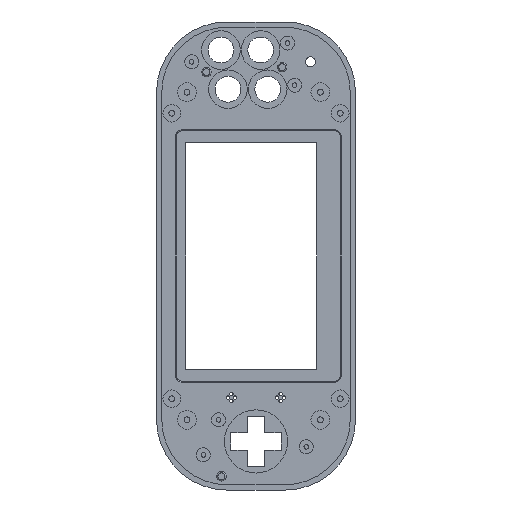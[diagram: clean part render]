
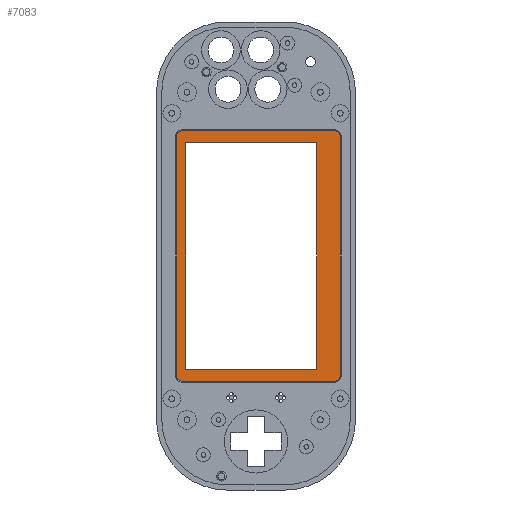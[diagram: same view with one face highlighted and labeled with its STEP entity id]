
A CAD part, front view. The second image highlights one B-rep face of the part: STEP entity #7083.
In plain terms, the highlighted planar face has unit normal (0, -1, 0).
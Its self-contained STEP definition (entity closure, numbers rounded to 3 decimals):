
#214=CIRCLE('',#7550,2.5);
#217=CIRCLE('',#7555,2.5);
#221=CIRCLE('',#7561,2.5);
#225=CIRCLE('',#7567,2.5);
#535=FACE_BOUND('',#1345,.T.);
#850=FACE_OUTER_BOUND('',#1344,.T.);
#1344=EDGE_LOOP('',(#6100,#6101,#6102,#6103,#6104,#6105,#6106,#6107));
#1345=EDGE_LOOP('',(#6108,#6109,#6110,#6111));
#2067=LINE('',#12043,#2775);
#2069=LINE('',#12055,#2777);
#2071=LINE('',#12067,#2779);
#2074=LINE('',#12077,#2782);
#2080=LINE('',#12090,#2788);
#2081=LINE('',#12092,#2789);
#2082=LINE('',#12094,#2790);
#2083=LINE('',#12095,#2791);
#2775=VECTOR('',#9047,10.);
#2777=VECTOR('',#9061,10.);
#2779=VECTOR('',#9075,10.);
#2782=VECTOR('',#9088,10.);
#2788=VECTOR('',#9104,10.);
#2789=VECTOR('',#9105,10.);
#2790=VECTOR('',#9106,10.);
#2791=VECTOR('',#9107,10.);
#3436=VERTEX_POINT('',#12031);
#3439=VERTEX_POINT('',#12036);
#3441=VERTEX_POINT('',#12041);
#3443=VERTEX_POINT('',#12047);
#3445=VERTEX_POINT('',#12053);
#3447=VERTEX_POINT('',#12059);
#3449=VERTEX_POINT('',#12065);
#3451=VERTEX_POINT('',#12071);
#3452=VERTEX_POINT('',#12088);
#3453=VERTEX_POINT('',#12089);
#3454=VERTEX_POINT('',#12091);
#3455=VERTEX_POINT('',#12093);
#4336=EDGE_CURVE('',#3439,#3436,#214,.T.);
#4338=EDGE_CURVE('',#3441,#3439,#2067,.T.);
#4341=EDGE_CURVE('',#3443,#3441,#217,.T.);
#4344=EDGE_CURVE('',#3445,#3443,#2069,.T.);
#4347=EDGE_CURVE('',#3447,#3445,#221,.T.);
#4350=EDGE_CURVE('',#3449,#3447,#2071,.T.);
#4353=EDGE_CURVE('',#3451,#3449,#225,.T.);
#4356=EDGE_CURVE('',#3436,#3451,#2074,.T.);
#4362=EDGE_CURVE('',#3452,#3453,#2080,.T.);
#4363=EDGE_CURVE('',#3453,#3454,#2081,.T.);
#4364=EDGE_CURVE('',#3454,#3455,#2082,.T.);
#4365=EDGE_CURVE('',#3455,#3452,#2083,.T.);
#6100=ORIENTED_EDGE('',*,*,#4336,.F.);
#6101=ORIENTED_EDGE('',*,*,#4338,.F.);
#6102=ORIENTED_EDGE('',*,*,#4341,.F.);
#6103=ORIENTED_EDGE('',*,*,#4344,.F.);
#6104=ORIENTED_EDGE('',*,*,#4347,.F.);
#6105=ORIENTED_EDGE('',*,*,#4350,.F.);
#6106=ORIENTED_EDGE('',*,*,#4353,.F.);
#6107=ORIENTED_EDGE('',*,*,#4356,.F.);
#6108=ORIENTED_EDGE('',*,*,#4362,.T.);
#6109=ORIENTED_EDGE('',*,*,#4363,.T.);
#6110=ORIENTED_EDGE('',*,*,#4364,.T.);
#6111=ORIENTED_EDGE('',*,*,#4365,.T.);
#6718=PLANE('',#7574);
#7083=ADVANCED_FACE('',(#850,#535),#6718,.T.);
#7550=AXIS2_PLACEMENT_3D('',#12038,#9041,#9042);
#7555=AXIS2_PLACEMENT_3D('',#12049,#9053,#9054);
#7561=AXIS2_PLACEMENT_3D('',#12061,#9067,#9068);
#7567=AXIS2_PLACEMENT_3D('',#12073,#9081,#9082);
#7574=AXIS2_PLACEMENT_3D('',#12087,#9102,#9103);
#9041=DIRECTION('center_axis',(0.,1.,0.));
#9042=DIRECTION('ref_axis',(0.707,0.,-0.707));
#9047=DIRECTION('',(0.,0.,-1.));
#9053=DIRECTION('center_axis',(0.,1.,0.));
#9054=DIRECTION('ref_axis',(0.707,0.,0.707));
#9061=DIRECTION('',(1.,0.,0.));
#9067=DIRECTION('center_axis',(0.,1.,0.));
#9068=DIRECTION('ref_axis',(-0.707,0.,0.707));
#9075=DIRECTION('',(0.,0.,1.));
#9081=DIRECTION('center_axis',(0.,1.,0.));
#9082=DIRECTION('ref_axis',(-0.707,0.,-0.707));
#9088=DIRECTION('',(-1.,0.,0.));
#9102=DIRECTION('center_axis',(0.,-1.,0.));
#9103=DIRECTION('ref_axis',(0.,0.,-1.));
#9104=DIRECTION('',(0.,0.,-1.));
#9105=DIRECTION('',(-1.,0.,0.));
#9106=DIRECTION('',(0.,0.,1.));
#9107=DIRECTION('',(1.,0.,0.));
#12031=CARTESIAN_POINT('',(33.5,43.5,-53.5));
#12036=CARTESIAN_POINT('',(36.,43.5,-51.));
#12038=CARTESIAN_POINT('Origin',(33.5,43.5,-51.));
#12041=CARTESIAN_POINT('',(36.,43.5,51.));
#12043=CARTESIAN_POINT('',(36.,43.5,-27.));
#12047=CARTESIAN_POINT('',(33.5,43.5,53.5));
#12049=CARTESIAN_POINT('Origin',(33.5,43.5,51.));
#12053=CARTESIAN_POINT('',(-31.5,43.5,53.5));
#12055=CARTESIAN_POINT('',(18.75,43.5,53.5));
#12059=CARTESIAN_POINT('',(-34.,43.5,51.));
#12061=CARTESIAN_POINT('Origin',(-31.5,43.5,51.));
#12065=CARTESIAN_POINT('',(-34.,43.5,-51.));
#12067=CARTESIAN_POINT('',(-34.,43.5,27.));
#12071=CARTESIAN_POINT('',(-31.5,43.5,-53.5));
#12073=CARTESIAN_POINT('Origin',(-31.5,43.5,-51.));
#12077=CARTESIAN_POINT('',(-16.75,43.5,-53.5));
#12087=CARTESIAN_POINT('Origin',(1.,43.5,0.));
#12088=CARTESIAN_POINT('',(26.,43.5,48.5));
#12089=CARTESIAN_POINT('',(26.,43.5,-48.5));
#12090=CARTESIAN_POINT('',(26.,43.5,24.25));
#12091=CARTESIAN_POINT('',(-30.,43.5,-48.5));
#12092=CARTESIAN_POINT('',(13.5,43.5,-48.5));
#12093=CARTESIAN_POINT('',(-30.,43.5,48.5));
#12094=CARTESIAN_POINT('',(-30.,43.5,-24.25));
#12095=CARTESIAN_POINT('',(-14.5,43.5,48.5));
